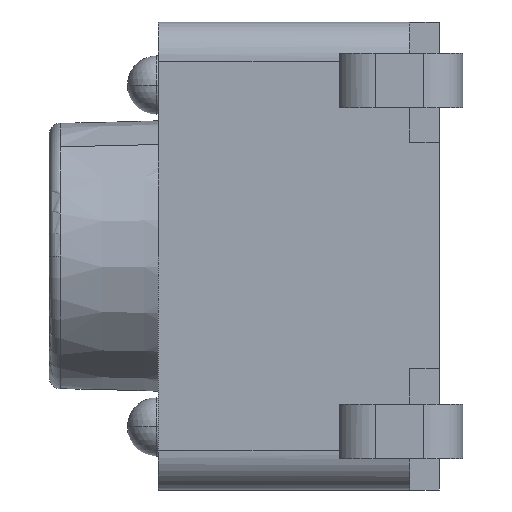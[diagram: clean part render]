
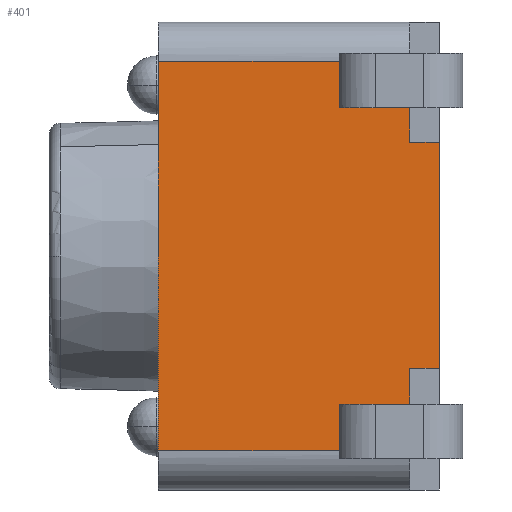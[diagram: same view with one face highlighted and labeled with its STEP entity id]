
A CAD part, left-side view. The second image highlights one B-rep face of the part: STEP entity #401.
In plain terms, the highlighted planar face has unit normal (-1, 0, 0).
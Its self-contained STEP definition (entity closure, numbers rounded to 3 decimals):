
#253 = CARTESIAN_POINT ( 'NONE',  ( -3., -2.5, 3.22 ) ) ;
#261 = VECTOR ( 'NONE', #2890, 1000. ) ;
#278 = VERTEX_POINT ( 'NONE', #6411 ) ;
#296 = CARTESIAN_POINT ( 'NONE',  ( -3., 1.44, 0. ) ) ;
#327 = VECTOR ( 'NONE', #5920, 1000. ) ;
#355 = ORIENTED_EDGE ( 'NONE', *, *, #6795, .T. ) ;
#359 = LINE ( 'NONE', #1488, #2331 ) ;
#379 = CARTESIAN_POINT ( 'NONE',  ( -3., 1.44, 0. ) ) ;
#401 = ADVANCED_FACE ( 'NONE', ( #4344 ), #3950, .T. ) ;
#421 = VECTOR ( 'NONE', #5413, 1000. ) ;
#460 = CARTESIAN_POINT ( 'NONE',  ( -3., 1.9, 0. ) ) ;
#494 = CARTESIAN_POINT ( 'NONE',  ( -3., 1.44, -0.38 ) ) ;
#504 = EDGE_CURVE ( 'NONE', #3686, #694, #6128, .T. ) ;
#578 = ORIENTED_EDGE ( 'NONE', *, *, #5938, .F. ) ;
#604 = VERTEX_POINT ( 'NONE', #968 ) ;
#694 = VERTEX_POINT ( 'NONE', #3301 ) ;
#780 = DIRECTION ( 'NONE',  ( 0., -1., 0. ) ) ;
#832 = LINE ( 'NONE', #253, #6245 ) ;
#968 = CARTESIAN_POINT ( 'NONE',  ( -3., -1.46, -0.38 ) ) ;
#1032 = DIRECTION ( 'NONE',  ( 0., -1., 0. ) ) ;
#1145 = CARTESIAN_POINT ( 'NONE',  ( -3., -1.46, 0. ) ) ;
#1157 = CARTESIAN_POINT ( 'NONE',  ( -3., 2.5, 0.9 ) ) ;
#1235 = CARTESIAN_POINT ( 'NONE',  ( -3., 2.5, 0.9 ) ) ;
#1421 = ORIENTED_EDGE ( 'NONE', *, *, #5002, .T. ) ;
#1477 = LINE ( 'NONE', #3646, #327 ) ;
#1488 = CARTESIAN_POINT ( 'NONE',  ( -3., 1.9, 0.9 ) ) ;
#1561 = CARTESIAN_POINT ( 'NONE',  ( -3., 2.5, 0.9 ) ) ;
#1586 = ORIENTED_EDGE ( 'NONE', *, *, #3807, .T. ) ;
#1655 = CARTESIAN_POINT ( 'NONE',  ( -3., -2.5, 3.22 ) ) ;
#1682 = DIRECTION ( 'NONE',  ( 0., -1., 0. ) ) ;
#1716 = EDGE_CURVE ( 'NONE', #4804, #6390, #832, .T. ) ;
#1875 = VERTEX_POINT ( 'NONE', #1561 ) ;
#2043 = VERTEX_POINT ( 'NONE', #4363 ) ;
#2282 = EDGE_CURVE ( 'NONE', #694, #604, #5248, .T. ) ;
#2310 = CARTESIAN_POINT ( 'NONE',  ( -3., -2.75, -0.56 ) ) ;
#2331 = VECTOR ( 'NONE', #3622, 1000. ) ;
#2414 = DIRECTION ( 'NONE',  ( 0., 0., -1. ) ) ;
#2509 = EDGE_LOOP ( 'NONE', ( #5117, #5588, #6046, #3555, #2531, #2854, #578, #3136, #1586, #1421, #6615, #355 ) ) ;
#2531 = ORIENTED_EDGE ( 'NONE', *, *, #504, .T. ) ;
#2577 = DIRECTION ( 'NONE',  ( 0., 1., 0. ) ) ;
#2652 = CARTESIAN_POINT ( 'NONE',  ( -3., -2.5, 0.9 ) ) ;
#2679 = VERTEX_POINT ( 'NONE', #6541 ) ;
#2703 = DIRECTION ( 'NONE',  ( -1., 0., 0. ) ) ;
#2744 = VERTEX_POINT ( 'NONE', #1145 ) ;
#2781 = VERTEX_POINT ( 'NONE', #4799 ) ;
#2854 = ORIENTED_EDGE ( 'NONE', *, *, #2282, .T. ) ;
#2890 = DIRECTION ( 'NONE',  ( 0., 0., 1. ) ) ;
#3136 = ORIENTED_EDGE ( 'NONE', *, *, #6356, .T. ) ;
#3219 = LINE ( 'NONE', #3689, #6162 ) ;
#3230 = DIRECTION ( 'NONE',  ( 0., 0., -1. ) ) ;
#3289 = VECTOR ( 'NONE', #1682, 1000. ) ;
#3301 = CARTESIAN_POINT ( 'NONE',  ( -3., 1.44, -0.38 ) ) ;
#3362 = DIRECTION ( 'NONE',  ( 0., -1., 0. ) ) ;
#3422 = VERTEX_POINT ( 'NONE', #460 ) ;
#3555 = ORIENTED_EDGE ( 'NONE', *, *, #6455, .T. ) ;
#3620 = VECTOR ( 'NONE', #4626, 1000. ) ;
#3622 = DIRECTION ( 'NONE',  ( 0., 0., -1. ) ) ;
#3646 = CARTESIAN_POINT ( 'NONE',  ( -3., -1.9, 0. ) ) ;
#3686 = VERTEX_POINT ( 'NONE', #379 ) ;
#3689 = CARTESIAN_POINT ( 'NONE',  ( -3., -1.46, 0. ) ) ;
#3807 = EDGE_CURVE ( 'NONE', #278, #2679, #1477, .T. ) ;
#3933 = LINE ( 'NONE', #1235, #6004 ) ;
#3950 = PLANE ( 'NONE',  #6678 ) ;
#3972 = LINE ( 'NONE', #5644, #6274 ) ;
#4082 = VECTOR ( 'NONE', #3230, 1000. ) ;
#4121 = VECTOR ( 'NONE', #2577, 1000. ) ;
#4177 = CARTESIAN_POINT ( 'NONE',  ( -3., -2.5, 3.22 ) ) ;
#4344 = FACE_OUTER_BOUND ( 'NONE', #2509, .T. ) ;
#4363 = CARTESIAN_POINT ( 'NONE',  ( -3., 1.9, 0.9 ) ) ;
#4542 = EDGE_CURVE ( 'NONE', #2043, #3422, #359, .T. ) ;
#4626 = DIRECTION ( 'NONE',  ( 0., 0., -1. ) ) ;
#4799 = CARTESIAN_POINT ( 'NONE',  ( -3., 2.5, 3.22 ) ) ;
#4804 = VERTEX_POINT ( 'NONE', #4177 ) ;
#5002 = EDGE_CURVE ( 'NONE', #2679, #6390, #5347, .T. ) ;
#5117 = ORIENTED_EDGE ( 'NONE', *, *, #6940, .F. ) ;
#5248 = LINE ( 'NONE', #494, #3289 ) ;
#5337 = CARTESIAN_POINT ( 'NONE',  ( -3., -1.46, 0. ) ) ;
#5347 = LINE ( 'NONE', #7015, #421 ) ;
#5353 = EDGE_CURVE ( 'NONE', #1875, #2043, #3933, .T. ) ;
#5413 = DIRECTION ( 'NONE',  ( 0., -1., 0. ) ) ;
#5588 = ORIENTED_EDGE ( 'NONE', *, *, #5353, .T. ) ;
#5644 = CARTESIAN_POINT ( 'NONE',  ( -3., 1.9, 0. ) ) ;
#5920 = DIRECTION ( 'NONE',  ( 0., 0., 1. ) ) ;
#5927 = LINE ( 'NONE', #1655, #4121 ) ;
#5938 = EDGE_CURVE ( 'NONE', #2744, #604, #6509, .T. ) ;
#6004 = VECTOR ( 'NONE', #3362, 1000. ) ;
#6046 = ORIENTED_EDGE ( 'NONE', *, *, #4542, .T. ) ;
#6128 = LINE ( 'NONE', #296, #3620 ) ;
#6162 = VECTOR ( 'NONE', #1032, 1000. ) ;
#6173 = LINE ( 'NONE', #1157, #261 ) ;
#6245 = VECTOR ( 'NONE', #2414, 1000. ) ;
#6274 = VECTOR ( 'NONE', #780, 1000. ) ;
#6356 = EDGE_CURVE ( 'NONE', #2744, #278, #3219, .T. ) ;
#6390 = VERTEX_POINT ( 'NONE', #2652 ) ;
#6411 = CARTESIAN_POINT ( 'NONE',  ( -3., -1.9, 0. ) ) ;
#6455 = EDGE_CURVE ( 'NONE', #3422, #3686, #3972, .T. ) ;
#6509 = LINE ( 'NONE', #5337, #4082 ) ;
#6541 = CARTESIAN_POINT ( 'NONE',  ( -3., -1.9, 0.9 ) ) ;
#6583 = DIRECTION ( 'NONE',  ( 0., 0., 1. ) ) ;
#6615 = ORIENTED_EDGE ( 'NONE', *, *, #1716, .F. ) ;
#6678 = AXIS2_PLACEMENT_3D ( 'NONE', #2310, #2703, #6583 ) ;
#6795 = EDGE_CURVE ( 'NONE', #4804, #2781, #5927, .T. ) ;
#6940 = EDGE_CURVE ( 'NONE', #1875, #2781, #6173, .T. ) ;
#7015 = CARTESIAN_POINT ( 'NONE',  ( -3., -1.9, 0.9 ) ) ;
